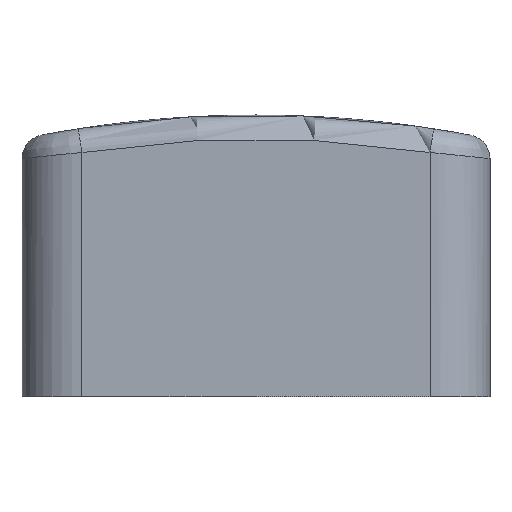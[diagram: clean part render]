
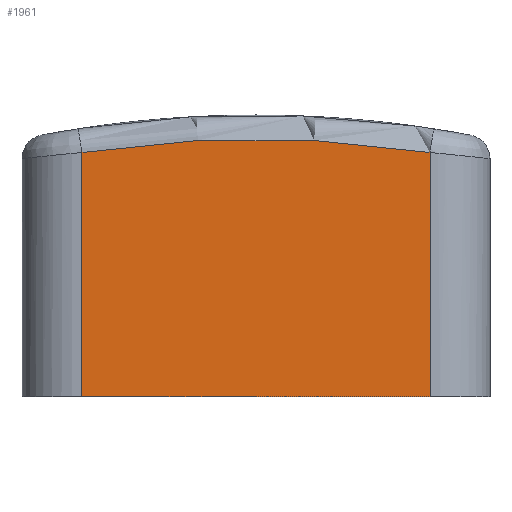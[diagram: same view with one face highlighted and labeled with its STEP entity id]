
A CAD part, left-side view. The second image highlights one B-rep face of the part: STEP entity #1961.
In plain terms, the highlighted planar face has unit normal (-1, 0, 0).
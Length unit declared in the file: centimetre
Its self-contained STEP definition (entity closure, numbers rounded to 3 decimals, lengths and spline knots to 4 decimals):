
#36=PLANE('',#737);
#92=VECTOR('',#408,1.);
#93=VECTOR('',#418,1.);
#94=VECTOR('',#419,1.);
#216=LINE('',#2699,#92);
#217=LINE('',#2847,#93);
#218=LINE('',#2849,#94);
#371=DIRECTION('',(1.,0.,0.));
#372=DIRECTION('',(0.,0.,9.406));
#408=DIRECTION('',(0.,0.,-1.));
#417=DIRECTION('',(-1.,0.,0.));
#418=DIRECTION('',(0.,0.,1.));
#419=DIRECTION('',(0.,1.,0.));
#719=AXIS2_PLACEMENT_3D('',#2274,#371,#372);
#737=AXIS2_PLACEMENT_3D('',#2846,#417,$);
#855=CIRCLE('',#719,9.4062);
#916=VERTEX_POINT('',#2150);
#923=VERTEX_POINT('',#2273);
#942=VERTEX_POINT('',#2700);
#948=VERTEX_POINT('',#2848);
#1089=EDGE_CURVE('',#923,#916,#855,.T.);
#1117=EDGE_CURVE('',#916,#942,#216,.T.);
#1126=EDGE_CURVE('',#948,#923,#217,.T.);
#1127=EDGE_CURVE('',#942,#948,#218,.T.);
#1370=ORIENTED_EDGE('',*,*,#1089,.F.);
#1371=ORIENTED_EDGE('',*,*,#1126,.F.);
#1372=ORIENTED_EDGE('',*,*,#1127,.F.);
#1373=ORIENTED_EDGE('',*,*,#1117,.F.);
#1746=EDGE_LOOP('',(#1370,#1371,#1372,#1373));
#1855=FACE_BOUND('',#1746,.T.);
#1961=ADVANCED_FACE('',(#1855),#36,.T.);
#2150=CARTESIAN_POINT('',(0.,0.5,2.0376));
#2273=CARTESIAN_POINT('',(0.,3.4,2.0376));
#2274=CARTESIAN_POINT('',(0.,1.95,-7.2562));
#2699=CARTESIAN_POINT('',(0.,0.5,0.));
#2700=CARTESIAN_POINT('',(0.,0.5,0.));
#2846=CARTESIAN_POINT('',(0.,1.95,0.));
#2847=CARTESIAN_POINT('',(0.,3.4,0.));
#2848=CARTESIAN_POINT('',(0.,3.4,0.));
#2849=CARTESIAN_POINT('',(0.,0.,0.));
